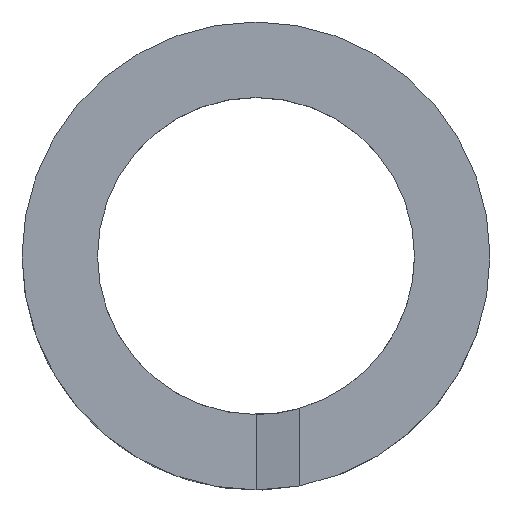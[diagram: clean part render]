
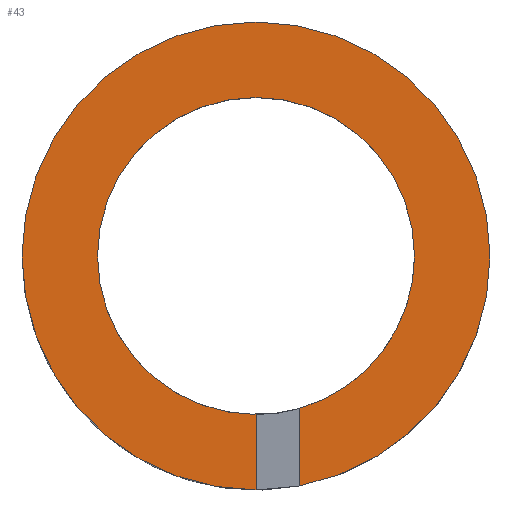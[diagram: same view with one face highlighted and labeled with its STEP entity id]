
A CAD part, top view. The second image highlights one B-rep face of the part: STEP entity #43.
In plain terms, the highlighted planar face has unit normal (0, 0, 1).
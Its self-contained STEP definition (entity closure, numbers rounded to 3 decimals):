
#13 = EDGE_CURVE ( 'NONE', #112, #75, #61, .T. ) ;
#14 = CARTESIAN_POINT ( 'NONE',  ( 0., 0., 0. ) ) ;
#27 = DIRECTION ( 'NONE',  ( 1., 0., 0. ) ) ;
#28 = DIRECTION ( 'NONE',  ( 0., 0., 1. ) ) ;
#29 = CARTESIAN_POINT ( 'NONE',  ( 0., 0., 0. ) ) ;
#30 = AXIS2_PLACEMENT_3D ( 'NONE', #29, #28, #27 ) ;
#31 = CIRCLE ( 'NONE', #30, 23.25 ) ;
#40 = EDGE_CURVE ( 'NONE', #41, #98, #31, .T. ) ;
#41 = VERTEX_POINT ( 'NONE', #163 ) ;
#43 = ADVANCED_FACE ( 'NONE', ( #230 ), #160, .T. ) ;
#58 = DIRECTION ( 'NONE',  ( 1., 0., 0. ) ) ;
#59 = DIRECTION ( 'NONE',  ( 0., 0., 1. ) ) ;
#60 = AXIS2_PLACEMENT_3D ( 'NONE', #14, #59, #58 ) ;
#61 = CIRCLE ( 'NONE', #60, 15.75 ) ;
#66 = EDGE_CURVE ( 'NONE', #75, #67, #205, .T. ) ;
#67 = VERTEX_POINT ( 'NONE', #200 ) ;
#75 = VERTEX_POINT ( 'NONE', #222 ) ;
#77 = EDGE_LOOP ( 'NONE', ( #78, #81, #82, #116, #117, #119, #120, #121 ) ) ;
#78 = ORIENTED_EDGE ( 'NONE', *, *, #79, .F. ) ;
#79 = EDGE_CURVE ( 'NONE', #102, #80, #289, .T. ) ;
#80 = VERTEX_POINT ( 'NONE', #285 ) ;
#81 = ORIENTED_EDGE ( 'NONE', *, *, #101, .T. ) ;
#82 = ORIENTED_EDGE ( 'NONE', *, *, #40, .T. ) ;
#98 = VERTEX_POINT ( 'NONE', #262 ) ;
#101 = EDGE_CURVE ( 'NONE', #102, #41, #236, .T. ) ;
#102 = VERTEX_POINT ( 'NONE', #237 ) ;
#112 = VERTEX_POINT ( 'NONE', #305 ) ;
#116 = ORIENTED_EDGE ( 'NONE', *, *, #129, .T. ) ;
#117 = ORIENTED_EDGE ( 'NONE', *, *, #118, .T. ) ;
#118 = EDGE_CURVE ( 'NONE', #127, #67, #298, .T. ) ;
#119 = ORIENTED_EDGE ( 'NONE', *, *, #66, .F. ) ;
#120 = ORIENTED_EDGE ( 'NONE', *, *, #13, .F. ) ;
#121 = ORIENTED_EDGE ( 'NONE', *, *, #145, .F. ) ;
#127 = VERTEX_POINT ( 'NONE', #280 ) ;
#129 = EDGE_CURVE ( 'NONE', #98, #127, #187, .T. ) ;
#145 = EDGE_CURVE ( 'NONE', #80, #112, #249, .T. ) ;
#160 = PLANE ( 'NONE',  #216 ) ;
#163 = CARTESIAN_POINT ( 'NONE',  ( 23.25, 0., 0. ) ) ;
#184 = DIRECTION ( 'NONE',  ( 1., 0., 0. ) ) ;
#185 = DIRECTION ( 'NONE',  ( 0., 0., 1. ) ) ;
#186 = AXIS2_PLACEMENT_3D ( 'NONE', #279, #185, #184 ) ;
#187 = CIRCLE ( 'NONE', #186, 23.25 ) ;
#189 = DIRECTION ( 'NONE',  ( 1., 0., 0. ) ) ;
#200 = CARTESIAN_POINT ( 'NONE',  ( 0., -15.75, 0. ) ) ;
#201 = DIRECTION ( 'NONE',  ( 1., 0., 0. ) ) ;
#202 = DIRECTION ( 'NONE',  ( 0., 0., 1. ) ) ;
#203 = CARTESIAN_POINT ( 'NONE',  ( 0., 0., 0. ) ) ;
#204 = AXIS2_PLACEMENT_3D ( 'NONE', #203, #202, #201 ) ;
#205 = CIRCLE ( 'NONE', #204, 15.75 ) ;
#210 = CARTESIAN_POINT ( 'NONE',  ( 0., 0., 0. ) ) ;
#216 = AXIS2_PLACEMENT_3D ( 'NONE', #210, #217, #189 ) ;
#217 = DIRECTION ( 'NONE',  ( 0., 0., 1. ) ) ;
#222 = CARTESIAN_POINT ( 'NONE',  ( -15.75, 0., 0. ) ) ;
#230 = FACE_OUTER_BOUND ( 'NONE', #77, .T. ) ;
#232 = DIRECTION ( 'NONE',  ( 1., 0., 0. ) ) ;
#233 = DIRECTION ( 'NONE',  ( 0., 0., 1. ) ) ;
#234 = CARTESIAN_POINT ( 'NONE',  ( 0., 0., 0. ) ) ;
#235 = AXIS2_PLACEMENT_3D ( 'NONE', #234, #233, #232 ) ;
#236 = CIRCLE ( 'NONE', #235, 23.25 ) ;
#237 = CARTESIAN_POINT ( 'NONE',  ( 4.33, -22.843, 0. ) ) ;
#245 = DIRECTION ( 'NONE',  ( 1., 0., 0. ) ) ;
#246 = DIRECTION ( 'NONE',  ( 0., 0., 1. ) ) ;
#247 = CARTESIAN_POINT ( 'NONE',  ( 0., 0., 0. ) ) ;
#248 = AXIS2_PLACEMENT_3D ( 'NONE', #247, #246, #245 ) ;
#249 = CIRCLE ( 'NONE', #248, 15.75 ) ;
#262 = CARTESIAN_POINT ( 'NONE',  ( -23.25, 0., 0. ) ) ;
#279 = CARTESIAN_POINT ( 'NONE',  ( 0., 0., 0. ) ) ;
#280 = CARTESIAN_POINT ( 'NONE',  ( 0., -23.25, 0. ) ) ;
#281 = DIRECTION ( 'NONE',  ( 0., 1., 0. ) ) ;
#282 = VECTOR ( 'NONE', #281, 1000. ) ;
#283 = CARTESIAN_POINT ( 'NONE',  ( 0., -23.25, 0. ) ) ;
#285 = CARTESIAN_POINT ( 'NONE',  ( 4.33, -15.143, 0. ) ) ;
#286 = DIRECTION ( 'NONE',  ( 0., 1., 0. ) ) ;
#287 = VECTOR ( 'NONE', #286, 1000. ) ;
#288 = CARTESIAN_POINT ( 'NONE',  ( 4.33, -23.25, 0. ) ) ;
#289 = LINE ( 'NONE', #288, #287 ) ;
#298 = LINE ( 'NONE', #283, #282 ) ;
#305 = CARTESIAN_POINT ( 'NONE',  ( 15.75, 0., 0. ) ) ;
